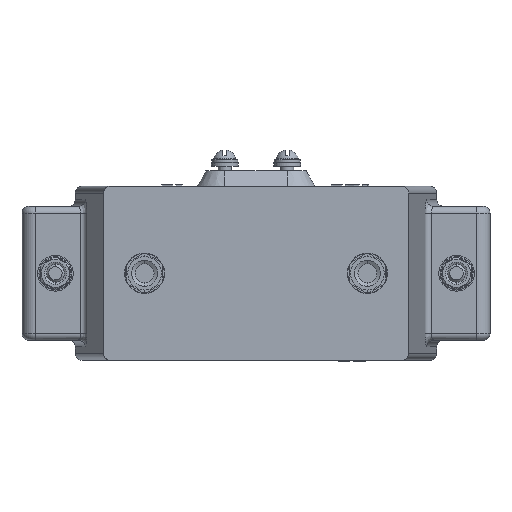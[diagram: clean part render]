
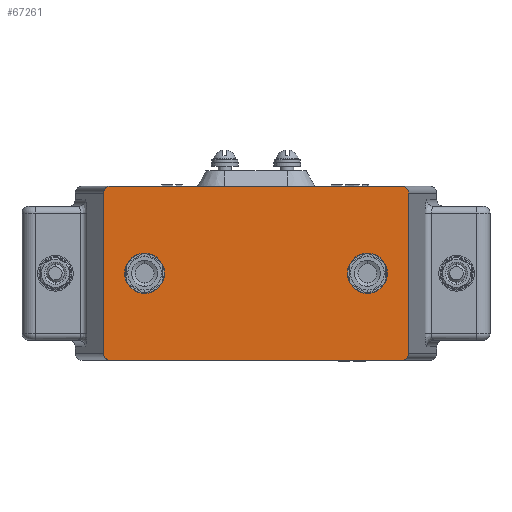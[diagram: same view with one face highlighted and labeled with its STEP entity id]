
A CAD part, front view. The second image highlights one B-rep face of the part: STEP entity #67261.
In plain terms, the highlighted planar face has unit normal (0, -1, 0).
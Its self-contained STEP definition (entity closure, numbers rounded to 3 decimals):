
#746 = ORIENTED_EDGE ( 'NONE', *, *, #88099, .T. ) ;
#1767 = AXIS2_PLACEMENT_3D ( 'NONE', #98634, #44205, #107725 ) ;
#2083 = VERTEX_POINT ( 'NONE', #62838 ) ;
#2398 = CARTESIAN_POINT ( 'NONE',  ( 50., -92., 0. ) ) ;
#3720 = CARTESIAN_POINT ( 'NONE',  ( 68.5, -92., -36. ) ) ;
#5335 = VERTEX_POINT ( 'NONE', #92975 ) ;
#5625 = CARTESIAN_POINT ( 'NONE',  ( 65.471, -92., -39. ) ) ;
#8405 = CARTESIAN_POINT ( 'NONE',  ( -68.5, -92., 37.757 ) ) ;
#9625 = EDGE_CURVE ( 'NONE', #61737, #110041, #112037, .T. ) ;
#9900 = LINE ( 'NONE', #90670, #55587 ) ;
#11537 = DIRECTION ( 'NONE',  ( 0., 0., -1. ) ) ;
#12220 = VERTEX_POINT ( 'NONE', #51358 ) ;
#14135 = CARTESIAN_POINT ( 'NONE',  ( 68.5, -92., 37.757 ) ) ;
#14775 = EDGE_CURVE ( 'NONE', #21225, #61737, #67316, .T. ) ;
#15699 = VECTOR ( 'NONE', #81587, 1000. ) ;
#16442 = CARTESIAN_POINT ( 'NONE',  ( 68.5, -92., 39. ) ) ;
#17013 =( BOUNDED_CURVE ( )  B_SPLINE_CURVE ( 3, ( #77856, #14135, #41733, #105261 ),
 .UNSPECIFIED., .F., .F. ) 
 B_SPLINE_CURVE_WITH_KNOTS ( ( 4, 4 ),
 ( 3.142, 4.712 ),
 .UNSPECIFIED. ) 
 CURVE ( )  GEOMETRIC_REPRESENTATION_ITEM ( )  RATIONAL_B_SPLINE_CURVE ( ( 1., 0.805, 0.805, 1. ) ) 
 REPRESENTATION_ITEM ( '' )  );
#18093 = VECTOR ( 'NONE', #51958, 1000. ) ;
#20402 = EDGE_LOOP ( 'NONE', ( #27368, #93723 ) ) ;
#21225 = VERTEX_POINT ( 'NONE', #40429 ) ;
#23068 = VERTEX_POINT ( 'NONE', #25155 ) ;
#23873 = CARTESIAN_POINT ( 'NONE',  ( -65.471, -92., -39. ) ) ;
#23993 = CARTESIAN_POINT ( 'NONE',  ( 68.5, -92., -36. ) ) ;
#24296 = EDGE_CURVE ( 'NONE', #12220, #113902, #59552, .T. ) ;
#24641 = FACE_BOUND ( 'NONE', #82866, .T. ) ;
#24983 = ORIENTED_EDGE ( 'NONE', *, *, #114656, .F. ) ;
#25155 = CARTESIAN_POINT ( 'NONE',  ( 50., -92., -9. ) ) ;
#25507 = ORIENTED_EDGE ( 'NONE', *, *, #33345, .F. ) ;
#27368 = ORIENTED_EDGE ( 'NONE', *, *, #24296, .F. ) ;
#32810 = CARTESIAN_POINT ( 'NONE',  ( 67.245, -92., -39. ) ) ;
#33113 = ORIENTED_EDGE ( 'NONE', *, *, #109723, .T. ) ;
#33345 = EDGE_CURVE ( 'NONE', #21225, #41551, #112487, .T. ) ;
#35949 = EDGE_CURVE ( 'NONE', #113902, #12220, #97536, .T. ) ;
#36261 = DIRECTION ( 'NONE',  ( 1., 0., 0. ) ) ;
#36861 = ORIENTED_EDGE ( 'NONE', *, *, #57767, .T. ) ;
#37800 = LINE ( 'NONE', #16442, #59153 ) ;
#40429 = CARTESIAN_POINT ( 'NONE',  ( -65.471, -92., 39. ) ) ;
#41551 = VERTEX_POINT ( 'NONE', #63641 ) ;
#41566 = ORIENTED_EDGE ( 'NONE', *, *, #14775, .T. ) ;
#41733 = CARTESIAN_POINT ( 'NONE',  ( 67.245, -92., 39. ) ) ;
#42487 = EDGE_CURVE ( 'NONE', #23068, #115312, #95347, .T. ) ;
#42793 = DIRECTION ( 'NONE',  ( 0., -1., 0. ) ) ;
#43831 = PLANE ( 'NONE',  #1767 ) ;
#44205 = DIRECTION ( 'NONE',  ( 0., 1., 0. ) ) ;
#44466 = VERTEX_POINT ( 'NONE', #56226 ) ;
#45374 = AXIS2_PLACEMENT_3D ( 'NONE', #2398, #66128, #11537 ) ;
#46804 = CARTESIAN_POINT ( 'NONE',  ( -50., -92., 0. ) ) ;
#50095 = CARTESIAN_POINT ( 'NONE',  ( -50., -92., 0. ) ) ;
#51004 = AXIS2_PLACEMENT_3D ( 'NONE', #50095, #113547, #59180 ) ;
#51358 = CARTESIAN_POINT ( 'NONE',  ( -50., -92., -9. ) ) ;
#51951 = AXIS2_PLACEMENT_3D ( 'NONE', #97196, #42793, #106298 ) ;
#51958 = DIRECTION ( 'NONE',  ( 0., 0., -1. ) ) ;
#53128 = VERTEX_POINT ( 'NONE', #3720 ) ;
#54212 = CARTESIAN_POINT ( 'NONE',  ( -68.5, -92., 39. ) ) ;
#54600 = ORIENTED_EDGE ( 'NONE', *, *, #86264, .T. ) ;
#55587 = VECTOR ( 'NONE', #36261, 1000. ) ;
#55894 = DIRECTION ( 'NONE',  ( 0., 0., -1. ) ) ;
#56226 = CARTESIAN_POINT ( 'NONE',  ( 65.471, -92., -39. ) ) ;
#57767 = EDGE_CURVE ( 'NONE', #5335, #41551, #17013, .T. ) ;
#59153 = VECTOR ( 'NONE', #117484, 1000. ) ;
#59180 = DIRECTION ( 'NONE',  ( 0., 0., -1. ) ) ;
#59552 = CIRCLE ( 'NONE', #95714, 9. ) ;
#61737 = VERTEX_POINT ( 'NONE', #117072 ) ;
#62838 = CARTESIAN_POINT ( 'NONE',  ( -65.471, -92., -39. ) ) ;
#62985 = CARTESIAN_POINT ( 'NONE',  ( -65.471, -92., 39. ) ) ;
#63641 = CARTESIAN_POINT ( 'NONE',  ( 65.471, -92., 39. ) ) ;
#66128 = DIRECTION ( 'NONE',  ( 0., -1., 0. ) ) ;
#67261 = ADVANCED_FACE ( 'NONE', ( #24641, #73033, #94414 ), #43831, .F. ) ;
#67316 =( BOUNDED_CURVE ( )  B_SPLINE_CURVE ( 3, ( #62985, #117422, #8405, #72121 ),
 .UNSPECIFIED., .F., .T. ) 
 B_SPLINE_CURVE_WITH_KNOTS ( ( 4, 4 ),
 ( 4.712, 6.283 ),
 .UNSPECIFIED. ) 
 CURVE ( )  GEOMETRIC_REPRESENTATION_ITEM ( )  RATIONAL_B_SPLINE_CURVE ( ( 1., 0.805, 0.805, 1. ) ) 
 REPRESENTATION_ITEM ( '' )  );
#68862 = CARTESIAN_POINT ( 'NONE',  ( -68.5, -92., -37.757 ) ) ;
#69248 = ORIENTED_EDGE ( 'NONE', *, *, #87649, .F. ) ;
#72121 = CARTESIAN_POINT ( 'NONE',  ( -68.5, -92., 36. ) ) ;
#73033 = FACE_BOUND ( 'NONE', #20402, .T. ) ;
#73277 = ORIENTED_EDGE ( 'NONE', *, *, #9625, .T. ) ;
#75051 = CARTESIAN_POINT ( 'NONE',  ( -50., -92., 9. ) ) ;
#77286 = CARTESIAN_POINT ( 'NONE',  ( -68.5, -92., -36. ) ) ;
#77856 = CARTESIAN_POINT ( 'NONE',  ( 68.5, -92., 36. ) ) ;
#78400 = CARTESIAN_POINT ( 'NONE',  ( -67.245, -92., -39. ) ) ;
#78516 = CARTESIAN_POINT ( 'NONE',  ( 68.5, -92., -37.757 ) ) ;
#81587 = DIRECTION ( 'NONE',  ( 1., 0., 0. ) ) ;
#82866 = EDGE_LOOP ( 'NONE', ( #117287, #69248 ) ) ;
#86264 = EDGE_CURVE ( 'NONE', #44466, #53128, #116339, .T. ) ;
#87649 = EDGE_CURVE ( 'NONE', #115312, #23068, #91255, .T. ) ;
#88099 = EDGE_CURVE ( 'NONE', #110041, #2083, #91360, .T. ) ;
#90670 = CARTESIAN_POINT ( 'NONE',  ( -68.5, -92., -39. ) ) ;
#91255 = CIRCLE ( 'NONE', #51951, 9. ) ;
#91360 =( BOUNDED_CURVE ( )  B_SPLINE_CURVE ( 3, ( #105409, #68862, #78400, #23873 ),
 .UNSPECIFIED., .F., .T. ) 
 B_SPLINE_CURVE_WITH_KNOTS ( ( 4, 4 ),
 ( 3.142, 4.712 ),
 .UNSPECIFIED. ) 
 CURVE ( )  GEOMETRIC_REPRESENTATION_ITEM ( )  RATIONAL_B_SPLINE_CURVE ( ( 1., 0.805, 0.805, 1. ) ) 
 REPRESENTATION_ITEM ( '' )  );
#92975 = CARTESIAN_POINT ( 'NONE',  ( 68.5, -92., 36. ) ) ;
#93723 = ORIENTED_EDGE ( 'NONE', *, *, #35949, .F. ) ;
#94318 = EDGE_LOOP ( 'NONE', ( #73277, #746, #33113, #54600, #24983, #36861, #25507, #41566 ) ) ;
#94414 = FACE_OUTER_BOUND ( 'NONE', #94318, .T. ) ;
#95347 = CIRCLE ( 'NONE', #45374, 9. ) ;
#95714 = AXIS2_PLACEMENT_3D ( 'NONE', #46804, #110288, #55894 ) ;
#97196 = CARTESIAN_POINT ( 'NONE',  ( 50., -92., 0. ) ) ;
#97536 = CIRCLE ( 'NONE', #51004, 9. ) ;
#98634 = CARTESIAN_POINT ( 'NONE',  ( -68.5, -92., 39. ) ) ;
#105261 = CARTESIAN_POINT ( 'NONE',  ( 65.471, -92., 39. ) ) ;
#105409 = CARTESIAN_POINT ( 'NONE',  ( -68.5, -92., -36. ) ) ;
#106298 = DIRECTION ( 'NONE',  ( 0., 0., -1. ) ) ;
#107725 = DIRECTION ( 'NONE',  ( 0., 0., 1. ) ) ;
#109723 = EDGE_CURVE ( 'NONE', #2083, #44466, #9900, .T. ) ;
#110041 = VERTEX_POINT ( 'NONE', #77286 ) ;
#110288 = DIRECTION ( 'NONE',  ( 0., -1., 0. ) ) ;
#112037 = LINE ( 'NONE', #115451, #18093 ) ;
#112487 = LINE ( 'NONE', #54212, #15699 ) ;
#112515 = CARTESIAN_POINT ( 'NONE',  ( 50., -92., 9. ) ) ;
#113547 = DIRECTION ( 'NONE',  ( 0., -1., 0. ) ) ;
#113902 = VERTEX_POINT ( 'NONE', #75051 ) ;
#114656 = EDGE_CURVE ( 'NONE', #5335, #53128, #37800, .T. ) ;
#115312 = VERTEX_POINT ( 'NONE', #112515 ) ;
#115451 = CARTESIAN_POINT ( 'NONE',  ( -68.5, -92., 39. ) ) ;
#116339 =( BOUNDED_CURVE ( )  B_SPLINE_CURVE ( 3, ( #5625, #32810, #78516, #23993 ),
 .UNSPECIFIED., .F., .T. ) 
 B_SPLINE_CURVE_WITH_KNOTS ( ( 4, 4 ),
 ( 4.712, 6.283 ),
 .UNSPECIFIED. ) 
 CURVE ( )  GEOMETRIC_REPRESENTATION_ITEM ( )  RATIONAL_B_SPLINE_CURVE ( ( 1., 0.805, 0.805, 1. ) ) 
 REPRESENTATION_ITEM ( '' )  );
#117072 = CARTESIAN_POINT ( 'NONE',  ( -68.5, -92., 36. ) ) ;
#117287 = ORIENTED_EDGE ( 'NONE', *, *, #42487, .F. ) ;
#117422 = CARTESIAN_POINT ( 'NONE',  ( -67.245, -92., 39. ) ) ;
#117484 = DIRECTION ( 'NONE',  ( 0., 0., -1. ) ) ;
